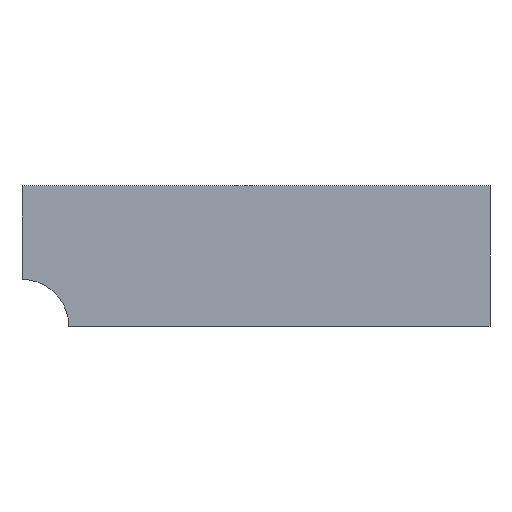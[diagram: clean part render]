
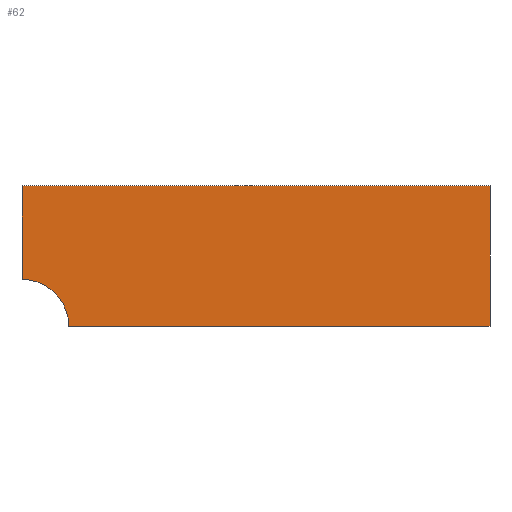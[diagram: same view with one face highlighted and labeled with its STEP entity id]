
A CAD part, top view. The second image highlights one B-rep face of the part: STEP entity #62.
In plain terms, the highlighted planar face has unit normal (0, 0, 1).
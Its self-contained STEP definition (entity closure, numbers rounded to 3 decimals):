
#14=CARTESIAN_POINT('',(0.,0.,0.));
#15=DIRECTION('',(0.,0.,1.));
#16=DIRECTION('',(1.,0.,0.));
#17=AXIS2_PLACEMENT_3D('',#14,#15,#16);
#19=DIRECTION('',(0.,1.,0.));
#20=VECTOR('',#19,0.2);
#21=CARTESIAN_POINT('',(0.,0.1,0.));
#22=LINE('',#21,#20);
#23=DIRECTION('',(1.,0.,0.));
#24=VECTOR('',#23,1.);
#25=CARTESIAN_POINT('',(0.,0.3,0.));
#26=LINE('',#25,#24);
#27=DIRECTION('',(0.,-1.,0.));
#28=VECTOR('',#27,0.3);
#29=CARTESIAN_POINT('',(1.,0.3,0.));
#30=LINE('',#29,#28);
#31=DIRECTION('',(-1.,0.,0.));
#32=VECTOR('',#31,0.9);
#33=CARTESIAN_POINT('',(1.,0.,0.));
#34=LINE('',#33,#32);
#35=CARTESIAN_POINT('',(0.,0.1,0.));
#36=CARTESIAN_POINT('',(0.1,0.,0.));
#37=VERTEX_POINT('',#35);
#38=VERTEX_POINT('',#36);
#39=CARTESIAN_POINT('',(1.,0.,0.));
#40=VERTEX_POINT('',#39);
#41=CARTESIAN_POINT('',(1.,0.3,0.));
#42=VERTEX_POINT('',#41);
#43=CARTESIAN_POINT('',(0.,0.3,0.));
#44=VERTEX_POINT('',#43);
#45=CARTESIAN_POINT('',(0.,0.,0.));
#46=DIRECTION('',(0.,0.,1.));
#47=DIRECTION('',(1.,0.,0.));
#48=AXIS2_PLACEMENT_3D('',#45,#46,#47);
#49=PLANE('',#48);
#51=ORIENTED_EDGE('',*,*,#50,.T.);
#53=ORIENTED_EDGE('',*,*,#52,.T.);
#55=ORIENTED_EDGE('',*,*,#54,.T.);
#57=ORIENTED_EDGE('',*,*,#56,.T.);
#59=ORIENTED_EDGE('',*,*,#58,.T.);
#60=EDGE_LOOP('',(#51,#53,#55,#57,#59));
#61=FACE_OUTER_BOUND('',#60,.F.);
#18=CIRCLE('',#17,0.1);
#50=EDGE_CURVE('',#38,#37,#18,.T.);
#52=EDGE_CURVE('',#37,#44,#22,.T.);
#54=EDGE_CURVE('',#44,#42,#26,.T.);
#56=EDGE_CURVE('',#42,#40,#30,.T.);
#58=EDGE_CURVE('',#40,#38,#34,.T.);
#62=ADVANCED_FACE('',(#61),#49,.T.);
